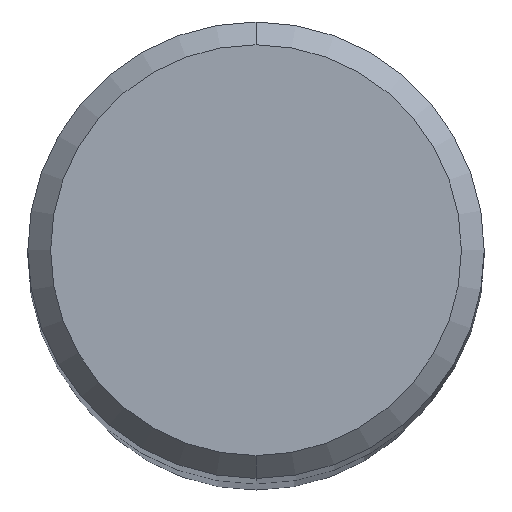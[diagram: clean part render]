
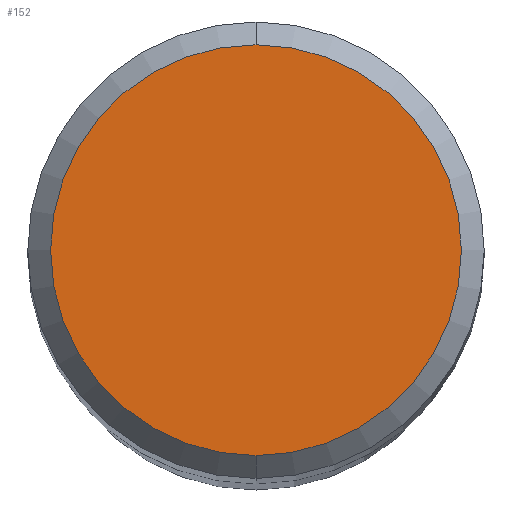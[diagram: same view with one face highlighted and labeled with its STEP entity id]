
A CAD part, top view. The second image highlights one B-rep face of the part: STEP entity #152.
In plain terms, the highlighted planar face has unit normal (0, 0, 1).
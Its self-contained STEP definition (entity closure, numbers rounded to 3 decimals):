
#132=VERTEX_POINT('',#284);
#152=ADVANCED_FACE('',(#308),#309,.T.);
#168=VERTEX_POINT('',#325);
#174=EDGE_CURVE('',#132,#168,#331,.T.);
#212=EDGE_CURVE('',#168,#132,#374,.T.);
#284=CARTESIAN_POINT('',(0.0,4.5,0.0));
#308=FACE_OUTER_BOUND('',#478,.T.);
#309=PLANE('',#479);
#325=CARTESIAN_POINT('',(0.,-4.5,0.0));
#331=CIRCLE('',#506,4.5);
#374=CIRCLE('',#563,4.5);
#478=EDGE_LOOP('',(#676,#677));
#479=AXIS2_PLACEMENT_3D('',#678,#679,#680);
#506=AXIS2_PLACEMENT_3D('',#688,#689,#690);
#563=AXIS2_PLACEMENT_3D('',#746,#747,#748);
#676=ORIENTED_EDGE('',*,*,#174,.F.);
#677=ORIENTED_EDGE('',*,*,#212,.F.);
#678=CARTESIAN_POINT('',(0.0,2.25,0.0));
#679=DIRECTION('',(-0.0,0.0,1.0));
#680=DIRECTION('',(0.0,-1.0,0.0));
#688=CARTESIAN_POINT('',(0.0,0.0,0.0));
#689=DIRECTION('',(0.0,0.0,-1.0));
#690=DIRECTION('',(0.0,1.0,0.0));
#746=CARTESIAN_POINT('',(0.0,0.0,0.0));
#747=DIRECTION('',(0.0,0.0,-1.0));
#748=DIRECTION('',(0.0,1.0,0.0));
